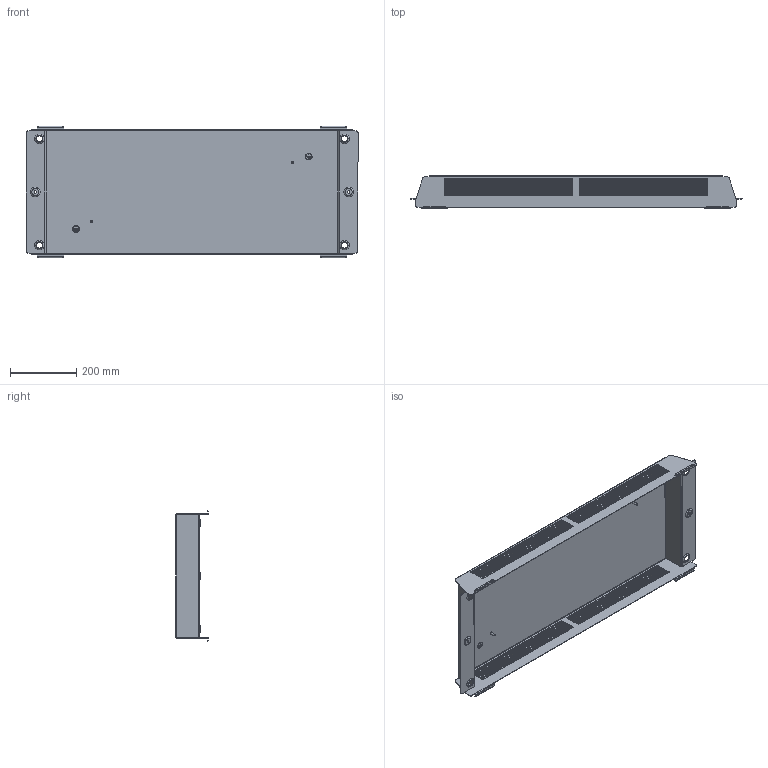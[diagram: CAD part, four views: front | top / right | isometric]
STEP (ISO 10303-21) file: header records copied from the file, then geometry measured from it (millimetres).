
FILE_DESCRIPTION (( 'STEP AP214' ), '1' );
FILE_NAME ('621.402.STEP', '2024-09-27T08:37:21', ( '' ), ( '' ), 'SwSTEP 2.0', 'SolidWorks 2021', '' );
FILE_SCHEMA (( 'AUTOMOTIVE_DESIGN' ));
Length unit declared in the file: millimetre
Products named in the file (4): Øïèëüêà ïðèâàðíàÿ Ì6õ16; Çíàê çàçåìëåíèÿ ô20ìì; Âåíòèëÿöèîííàÿ W1000D400; 621.402
Assembly tree (5 placements, depth 2):
  621.402
    Âåíòèëÿöèîííàÿ W1000D400
    Øïèëüêà ïðèâàðíàÿ Ì6õ16  x2
    Çíàê çàçåìëåíèÿ ô20ìì  x2
Bounding box: 1000 x 98.1 x 396.6 mm (x, y, z)
Volume: 1219.4 mm3; surface area: 1181700.7 mm2
Topology: 4 solids, 5 shells, 1541 faces, 4408 edges, 2900 vertices
Faces by surface type: plane 1426, cylinder 80, cone 27, bspline 8
Entity records: 49971 total; most frequent: CARTESIAN_POINT 8916, ORIENTED_EDGE 8652, DIRECTION 7508, EDGE_CURVE 4326, LINE 4088, VECTOR 4088, VERTEX_POINT 2846, EDGE_LOOP 2158
